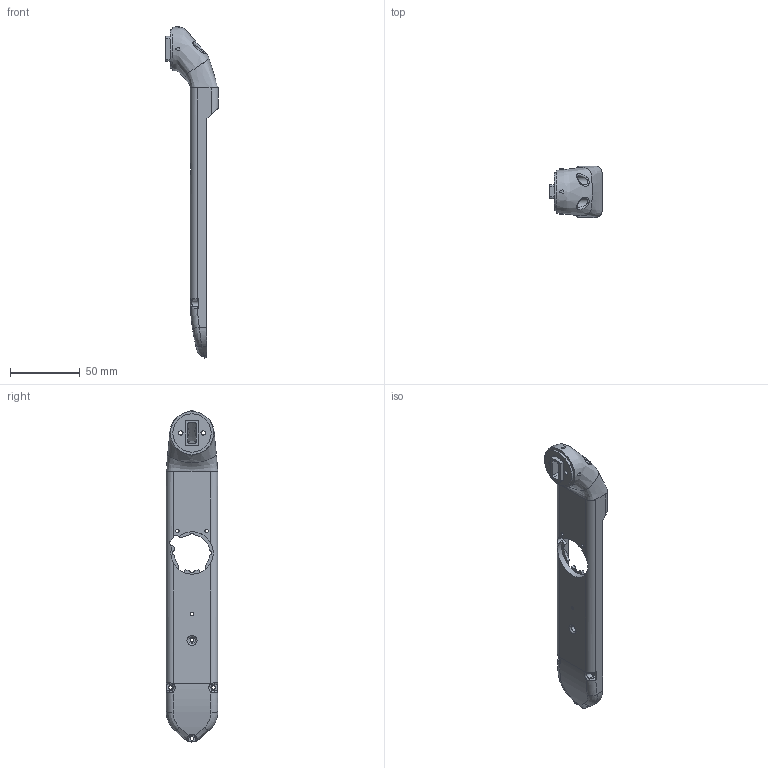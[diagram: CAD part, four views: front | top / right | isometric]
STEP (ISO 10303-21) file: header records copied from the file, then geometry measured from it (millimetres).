
FILE_DESCRIPTION(/* description */ ('STEP AP242','CAx-IF Rec.Pracs.---Representation and Presentation of Product Manufacturing Information (PMI)---4.0---2014-10-13','CAx-IF Rec.Pracs.---3D Tessellated Geometry---0.4---2014-09-14','2;1'),/* implementation_level */ '2;1');
FILE_NAME(/* name */ '6248be0f60a7120605acbe77',/* time_stamp */ '2022-04-02T21:20:16+00:00',/* author */ (''),/* organization */ (''),/* preprocessor_version */ 'ST-DEVELOPER v18.101',/* originating_system */ ' ',/* authorisation */ ' ');
FILE_SCHEMA (('AP242_MANAGED_MODEL_BASED_3D_ENGINEERING_MIM_LF { 1 0 10303 442 1 1 4 }'));
Length unit declared in the file: metre
Products named in the file (1): upper_leg_200mm_base
Bounding box: 37.5 x 37 x 238.49 mm (x, y, z)
Volume: 33070.8 mm3; surface area: 33535.7 mm2
Topology: 1 solids, 1 shells, 299 faces, 822 edges, 533 vertices
Faces by surface type: cylinder 123, plane 100, bspline 55, torus 17, cone 4
Full cylindrical faces by diameter (mm): 2.5 x3, 2.65 x8, 3.1 x2, 4.8 x1, 6 x3, 6.2 x2, 7 x1, 7.96 x1, 12 x1, 27.5 x1, 32 x1
Entity records: 19423 total; most frequent: CARTESIAN_POINT 12368, ORIENTED_EDGE 1532, DIRECTION 1349, EDGE_CURVE 766, AXIS2_PLACEMENT_3D 532, VERTEX_POINT 516, EDGE_LOOP 368, FACE_BOUND 368
